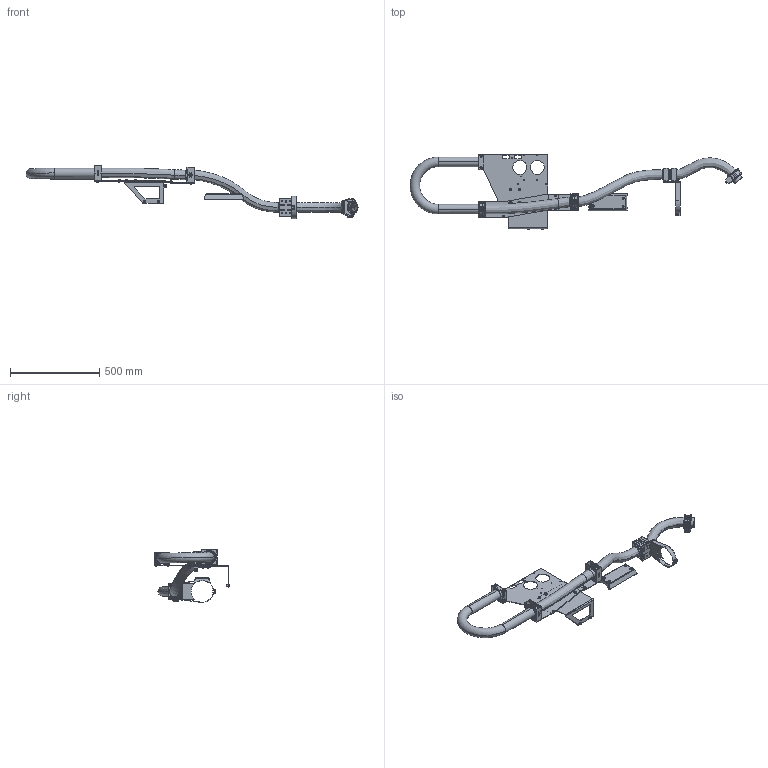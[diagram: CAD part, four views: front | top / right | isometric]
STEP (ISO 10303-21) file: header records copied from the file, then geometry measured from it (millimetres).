
FILE_DESCRIPTION (( 'STEP AP203' ), '1' );
FILE_NAME ('P2429-2.STEP', '2019-09-02T12:37:18', ( 'admin' ), ( '' ), 'SwSTEP 2.0', 'SolidWorks 2017', '' );
FILE_SCHEMA (( 'CONFIG_CONTROL_DESIGN' ));
Length unit declared in the file: millimetre
Products named in the file (1): P2429-2
Bounding box: 1861.95 x 426 x 298 mm (x, y, z)
Volume: 2663034.5 mm3; surface area: 1688595.2 mm2
Topology: 60 solids, 60 shells, 3722 faces, 9452 edges, 5869 vertices
Faces by surface type: plane 1319, cylinder 1287, bspline 683, cone 175, torus 162, sphere 96
Entity records: 157260 total; most frequent: CARTESIAN_POINT 71496, ORIENTED_EDGE 18592, DIRECTION 16774, EDGE_CURVE 9296, AXIS2_PLACEMENT_3D 6197, VERTEX_POINT 5861, VECTOR 4380, LINE 4380
